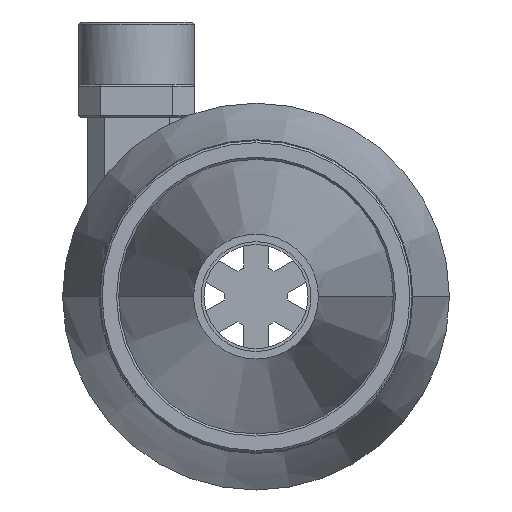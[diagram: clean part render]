
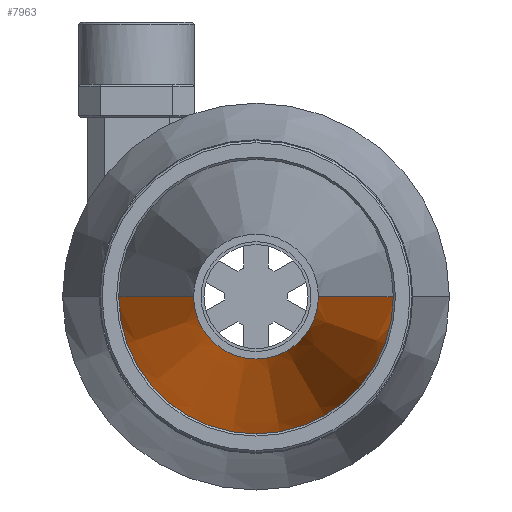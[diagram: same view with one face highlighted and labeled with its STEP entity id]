
A CAD part, front view. The second image highlights one B-rep face of the part: STEP entity #7963.
In plain terms, the highlighted conical face has half-angle 9.336 degrees and reference radius 40.5 mm.
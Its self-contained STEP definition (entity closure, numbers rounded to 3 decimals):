
#104 = ORIENTED_EDGE ( 'NONE', *, *, #1435, .T. ) ;
#578 = CIRCLE ( 'NONE', #4008, 33.907 ) ;
#1170 = CARTESIAN_POINT ( 'NONE',  ( -40.5, -9.9, 0. ) ) ;
#1215 = EDGE_CURVE ( 'NONE', #4623, #9435, #4380, .T. ) ;
#1435 = EDGE_CURVE ( 'NONE', #9435, #8266, #3245, .T. ) ;
#1978 = DIRECTION ( 'NONE',  ( 0., 0., -1. ) ) ;
#2202 = VECTOR ( 'NONE', #7628, 1000. ) ;
#2489 = CARTESIAN_POINT ( 'NONE',  ( 33.907, -50., 0. ) ) ;
#2500 = CONICAL_SURFACE ( 'NONE', #6180, 40.5, 0.163 ) ;
#2559 = AXIS2_PLACEMENT_3D ( 'NONE', #10641, #8417, #9563 ) ;
#3245 = LINE ( 'NONE', #1170, #2202 ) ;
#4008 = AXIS2_PLACEMENT_3D ( 'NONE', #6214, #10718, #1978 ) ;
#4370 = CARTESIAN_POINT ( 'NONE',  ( 0., -9.9, 0. ) ) ;
#4380 = CIRCLE ( 'NONE', #2559, 15. ) ;
#4623 = VERTEX_POINT ( 'NONE', #9397 ) ;
#4664 = CARTESIAN_POINT ( 'NONE',  ( 40.5, -9.9, 0. ) ) ;
#5160 = EDGE_CURVE ( 'NONE', #4623, #8006, #8984, .T. ) ;
#5721 = VECTOR ( 'NONE', #13354, 1000. ) ;
#6180 = AXIS2_PLACEMENT_3D ( 'NONE', #4370, #8751, #13121 ) ;
#6214 = CARTESIAN_POINT ( 'NONE',  ( 0., -50., 0. ) ) ;
#6812 = EDGE_LOOP ( 'NONE', ( #7063, #10691, #104, #12326 ) ) ;
#7063 = ORIENTED_EDGE ( 'NONE', *, *, #5160, .F. ) ;
#7628 = DIRECTION ( 'NONE',  ( -0.162, 0.987, 0. ) ) ;
#7963 = ADVANCED_FACE ( 'NONE', ( #9827 ), #2500, .T. ) ;
#8006 = VERTEX_POINT ( 'NONE', #2489 ) ;
#8154 = CARTESIAN_POINT ( 'NONE',  ( -33.907, -50., 0. ) ) ;
#8266 = VERTEX_POINT ( 'NONE', #8154 ) ;
#8417 = DIRECTION ( 'NONE',  ( 0., 1., 0. ) ) ;
#8751 = DIRECTION ( 'NONE',  ( 0., 1., 0. ) ) ;
#8984 = LINE ( 'NONE', #4664, #5721 ) ;
#9397 = CARTESIAN_POINT ( 'NONE',  ( 15., -165., 0. ) ) ;
#9435 = VERTEX_POINT ( 'NONE', #10956 ) ;
#9563 = DIRECTION ( 'NONE',  ( -1., 0., 0. ) ) ;
#9827 = FACE_OUTER_BOUND ( 'NONE', #6812, .T. ) ;
#10544 = EDGE_CURVE ( 'NONE', #8006, #8266, #578, .T. ) ;
#10641 = CARTESIAN_POINT ( 'NONE',  ( 0., -165., 0. ) ) ;
#10691 = ORIENTED_EDGE ( 'NONE', *, *, #1215, .T. ) ;
#10718 = DIRECTION ( 'NONE',  ( 0., 1., 0. ) ) ;
#10956 = CARTESIAN_POINT ( 'NONE',  ( -15., -165., 0. ) ) ;
#12326 = ORIENTED_EDGE ( 'NONE', *, *, #10544, .F. ) ;
#13121 = DIRECTION ( 'NONE',  ( -1., 0., 0. ) ) ;
#13354 = DIRECTION ( 'NONE',  ( 0.162, 0.987, 0. ) ) ;
